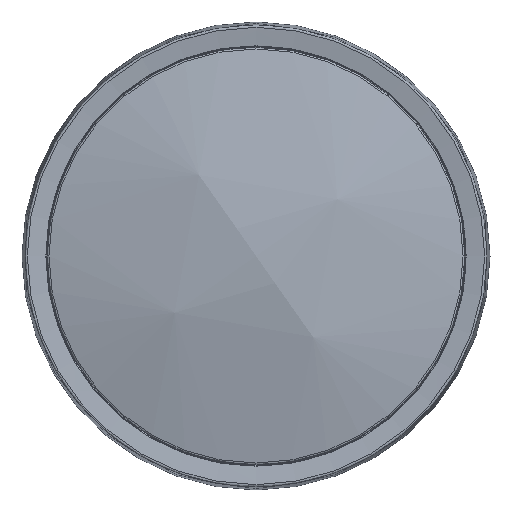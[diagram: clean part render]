
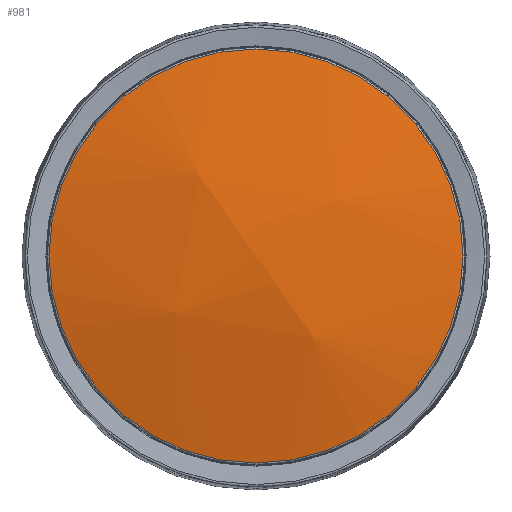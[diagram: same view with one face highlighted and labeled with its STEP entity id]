
A CAD part, front view. The second image highlights one B-rep face of the part: STEP entity #981.
In plain terms, the highlighted free-form (B-spline) face has degree [3, 3] with [4, 4] control points.
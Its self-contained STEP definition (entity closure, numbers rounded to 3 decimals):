
#97 = EDGE_CURVE ( 'NONE', #2172, #2172, #2254, .T. ) ;
#113 = ORIENTED_EDGE ( 'NONE', *, *, #97, .T. ) ;
#205 = CARTESIAN_POINT ( 'NONE',  ( 18.853, 123.933, -61.507 ) ) ;
#372 = CARTESIAN_POINT ( 'NONE',  ( 60.211, -110.621, -61.442 ) ) ;
#380 = DIRECTION ( 'NONE',  ( 0., 0.001, -1. ) ) ;
#381 = CARTESIAN_POINT ( 'NONE',  ( -60.613, 109.906, -61.467 ) ) ;
#391 = CARTESIAN_POINT ( 'NONE',  ( -19.26, -124.619, -61.402 ) ) ;
#576 = CARTESIAN_POINT ( 'NONE',  ( -32.852, -47.525, -84.304 ) ) ;
#729 = CARTESIAN_POINT ( 'NONE',  ( -96.617, -131.774, -39.576 ) ) ;
#739 = CARTESIAN_POINT ( 'NONE',  ( -47.015, 32.8, -84.326 ) ) ;
#907 = CARTESIAN_POINT ( 'NONE',  ( 96.226, 131.129, -39.756 ) ) ;
#931 = CARTESIAN_POINT ( 'NONE',  ( 32.452, 46.818, -84.369 ) ) ;
#958 = AXIS2_PLACEMENT_3D ( 'NONE', #1799, #380, #2225 ) ;
#981 = ADVANCED_FACE ( 'NONE', ( #1998 ), #1313, .T. ) ;
#1282 = CARTESIAN_POINT ( 'NONE',  ( -122.885, 17.21, -61.272 ) ) ;
#1296 = CARTESIAN_POINT ( 'NONE',  ( 122.51, -17.919, -61.377 ) ) ;
#1313 =( BOUNDED_SURFACE ( )  B_SPLINE_SURFACE ( 3, 3, ( 
 ( #1478, #1282, #2177, #729 ),
 ( #381, #739, #576, #391 ),
 ( #205, #931, #1976, #372 ),
 ( #907, #2202, #1296, #1444 ) ),
 .UNSPECIFIED., .F., .F., .T. ) 
 B_SPLINE_SURFACE_WITH_KNOTS ( ( 4, 4 ),
 ( 4, 4 ),
 ( 0., 1. ),
 ( 0., 1. ),
 .UNSPECIFIED. ) 
 GEOMETRIC_REPRESENTATION_ITEM ( )  RATIONAL_B_SPLINE_SURFACE ( (
 ( 1., 0.973, 0.973, 1.),
 ( 0.973, 0.947, 0.947, 0.973),
 ( 0.973, 0.947, 0.947, 0.973),
 ( 1., 0.973, 0.973, 1.) ) ) 
 REPRESENTATION_ITEM ( '' )  SURFACE ( )  );
#1444 = CARTESIAN_POINT ( 'NONE',  ( 135.378, -90.908, -39.694 ) ) ;
#1478 = CARTESIAN_POINT ( 'NONE',  ( -135.754, 90.183, -39.637 ) ) ;
#1799 = CARTESIAN_POINT ( 'NONE',  ( 0., 0.014, -56.382 ) ) ;
#1976 = CARTESIAN_POINT ( 'NONE',  ( 46.618, -33.517, -84.347 ) ) ;
#1985 = CARTESIAN_POINT ( 'NONE',  ( -20.104, 114.031, -56.32 ) ) ;
#1998 = FACE_OUTER_BOUND ( 'NONE', #2112, .T. ) ;
#2112 = EDGE_LOOP ( 'NONE', ( #113 ) ) ;
#2172 = VERTEX_POINT ( 'NONE', #1985 ) ;
#2177 = CARTESIAN_POINT ( 'NONE',  ( -109.48, -58.811, -61.251 ) ) ;
#2202 = CARTESIAN_POINT ( 'NONE',  ( 109.1, 58.129, -61.398 ) ) ;
#2225 = DIRECTION ( 'NONE',  ( -0.174, 0.985, 0.001 ) ) ;
#2254 = CIRCLE ( 'NONE', #958, 115.776 ) ;
